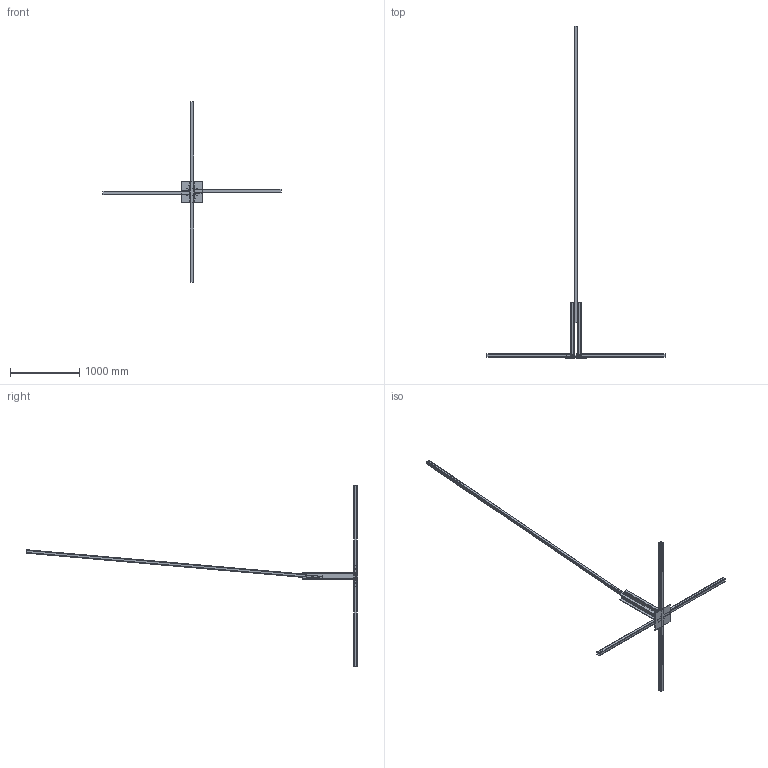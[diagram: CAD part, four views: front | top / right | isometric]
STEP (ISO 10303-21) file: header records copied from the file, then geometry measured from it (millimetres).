
FILE_DESCRIPTION(/* description */ (''),/* implementation_level */ '2;1');
FILE_NAME(/* name */ 'LP_003.stp',/* time_stamp */ '2025-04-12T17:07:38+03:00',/* author */ ('User'),/* organization */ (''),/* preprocessor_version */ 'ST-DEVELOPER v19',/* originating_system */ 'Autodesk Inventor 2023',/* authorisation */ '');
FILE_SCHEMA (('AUTOMOTIVE_DESIGN { 1 0 10303 214 3 1 1 }'));
Length unit declared in the file: millimetre
Products named in the file (37): LP_003; BASE_ASSEMBLY; BASE PLATE; CHANNEL_LEG ASSEMBLY; U_SECTION_50; Frame 1744276058426; ISO 657_11 CH 100 x 10 1744276061340; LEG_ATTACHMENT1; LEG_ATTACHMENT1_1; CHANNEL_LEG ASSEMBLY_1; U_SECTION_50_1; U_SECTION; Frame 1744276058426_1; Skeleton 1744276058427; ISO 657_11 CH 100 x 10 1744276061340_1; LEG_ATTACHMENT1_2; LEG_ATTACHMENT1_3; LEG_ATTACHMENT1_4; LEG_50; Frame 1744274640469; ISO 12633-2 50x50x5 1744274642458; LEG_50_1; Frame 1744274640469_1; ISO 12633-2 50x50x5 1744274642458_1; LEG_50_2; LEG; Frame 1744274640469_2; Skeleton 1744274640470; ISO 12633-2 50x50x5 1744274642458_2; RAIL_SUPPORT_50; RAIL_SUPPORT; Frame 1744280627120; Skeleton 1744280627170; ISO 10799-2 50x50x5 1744280629508; ANSI B18.2.3.5M - M16 x 2 x 80; ANSI B18.2.3.5M - M16 x 2 x 75; ANSI B 18.2.4.1 M - M16 x 2
Assembly tree (55 placements, depth 6):
  LP_003
    BASE_ASSEMBLY
      BASE PLATE
      CHANNEL_LEG ASSEMBLY
        U_SECTION_50
          U_SECTION
          Frame 1744276058426
            Skeleton 1744276058427
            ISO 657_11 CH 100 x 10 1744276061340
        LEG_ATTACHMENT1
        LEG_ATTACHMENT1_1
        LEG_ATTACHMENT1_4
        LEG_50
          LEG
          Frame 1744274640469
            Skeleton 1744274640470
            ISO 12633-2 50x50x5 1744274642458
        ANSI B18.2.3.5M - M16 x 2 x 80
        ANSI B 18.2.4.1 M - M16 x 2
      CHANNEL_LEG ASSEMBLY_1
        U_SECTION_50_1
          U_SECTION
          Frame 1744276058426_1
            Skeleton 1744276058427
            ISO 657_11 CH 100 x 10 1744276061340_1
        LEG_ATTACHMENT1_2
        LEG_ATTACHMENT1_3
        LEG_ATTACHMENT1_4
        LEG_50
          LEG
          Frame 1744274640469
            Skeleton 1744274640470
            ISO 12633-2 50x50x5 1744274642458
        ANSI B18.2.3.5M - M16 x 2 x 80
        ANSI B 18.2.4.1 M - M16 x 2
      LEG_50_1
        LEG
        Frame 1744274640469_1
          Skeleton 1744274640470
          ISO 12633-2 50x50x5 1744274642458_1
      LEG_50_2
        LEG
        Frame 1744274640469_2
          Skeleton 1744274640470
          ISO 12633-2 50x50x5 1744274642458_2
    RAIL_SUPPORT_50
      RAIL_SUPPORT
      Frame 1744280627120
        Skeleton 1744280627170
        ISO 10799-2 50x50x5 1744280629508
    ANSI B18.2.3.5M - M16 x 2 x 80  x3
    ANSI B 18.2.4.1 M - M16 x 2  x5
    ANSI B18.2.3.5M - M16 x 2 x 75  x2
Bounding box: 2571.8 x 4795.99 x 2610 mm (x, y, z)
Volume: 10997898.2 mm3; surface area: 4071661.3 mm2
Topology: 28 solids, 28 shells, 475 faces, 1110 edges, 705 vertices
Faces by surface type: plane 231, cone 147, cylinder 90, torus 7
Full cylindrical faces by diameter (mm): 13.835 x7, 16 x35
Entity records: 8001 total; most frequent: CARTESIAN_POINT 1305, DIRECTION 1290, ORIENTED_EDGE 1078, EDGE_CURVE 539, AXIS2_PLACEMENT_3D 486, VERTEX_POINT 351, LINE 318, VECTOR 318
